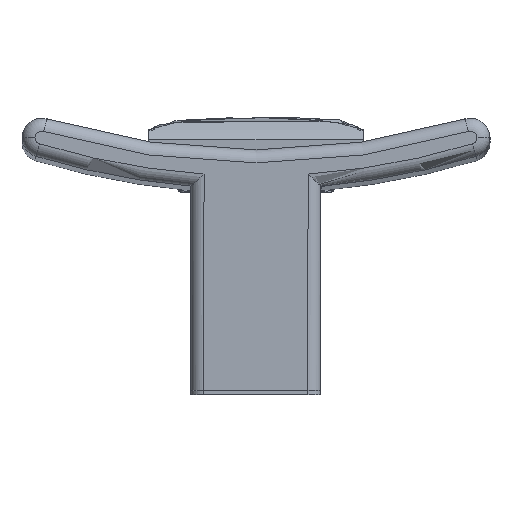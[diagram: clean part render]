
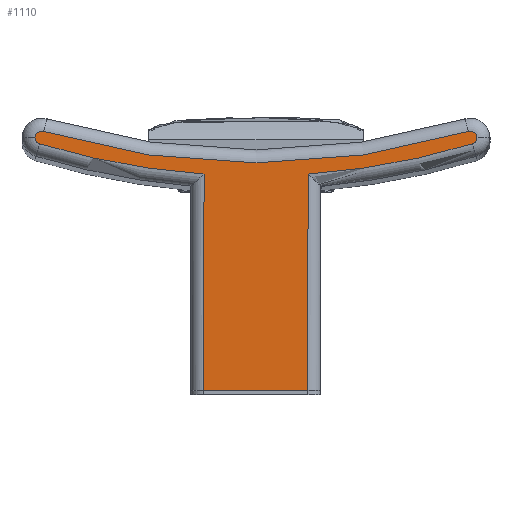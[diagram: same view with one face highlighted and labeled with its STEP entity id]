
A CAD part, top view. The second image highlights one B-rep face of the part: STEP entity #1110.
In plain terms, the highlighted planar face has unit normal (0, 0, 1).
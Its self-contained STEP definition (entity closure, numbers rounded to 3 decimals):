
#10=CARTESIAN_POINT('',(0.,0.,118.));
#20=DIRECTION('',(0.,0.,1.));
#30=DIRECTION('',(1.,0.,0.));
#40=AXIS2_PLACEMENT_3D('',#10,#20,#30);
#50=PLANE('',#40);
#60=CARTESIAN_POINT('',(-16.501,19.44,118.));
#70=DIRECTION('',(0.,0.,-1.));
#80=DIRECTION('',(1.,0.,0.));
#90=AXIS2_PLACEMENT_3D('',#60,#70,#80);
#100=CIRCLE('',#90,0.499);
#110=CARTESIAN_POINT('',(-16.645,18.962,118.));
#120=VERTEX_POINT('',#110);
#130=CARTESIAN_POINT('',(-17.,19.44,118.));
#140=VERTEX_POINT('',#130);
#150=EDGE_CURVE('',#120,#140,#100,.T.);
#160=ORIENTED_EDGE('',*,*,#150,.F.);
#170=CARTESIAN_POINT('',(-17.,0.,118.));
#180=DIRECTION('',(0.,-1.,0.));
#190=VECTOR('',#180,1.);
#200=LINE('',#170,#190);
#210=CARTESIAN_POINT('',(-17.,19.44,118.));
#220=VERTEX_POINT('',#210);
#230=EDGE_CURVE('',#220,#140,#200,.T.);
#240=ORIENTED_EDGE('',*,*,#230,.T.);
#250=CARTESIAN_POINT('',(-16.5,19.44,118.));
#260=DIRECTION('',(0.,0.,1.));
#270=DIRECTION('',(-1.,0.,0.));
#280=AXIS2_PLACEMENT_3D('',#250,#260,#270);
#290=CIRCLE('',#280,0.5);
#300=CARTESIAN_POINT('',(-16.355,19.919,118.));
#310=VERTEX_POINT('',#300);
#320=EDGE_CURVE('',#310,#220,#290,.T.);
#330=ORIENTED_EDGE('',*,*,#320,.T.);
#340=CARTESIAN_POINT('',(0.,74.,118.));
#350=DIRECTION('',(0.,0.,1.));
#360=DIRECTION('',(1.,0.,0.));
#370=AXIS2_PLACEMENT_3D('',#340,#350,#360);
#380=CIRCLE('',#370,56.5);
#390=CARTESIAN_POINT('',(16.355,19.919,118.));
#400=VERTEX_POINT('',#390);
#410=EDGE_CURVE('',#310,#400,#380,.T.);
#420=ORIENTED_EDGE('',*,*,#410,.F.);
#430=CARTESIAN_POINT('',(16.5,19.44,118.));
#440=DIRECTION('',(0.,0.,1.));
#450=DIRECTION('',(-1.,0.,0.));
#460=AXIS2_PLACEMENT_3D('',#430,#440,#450);
#470=CIRCLE('',#460,0.5);
#480=CARTESIAN_POINT('',(17.,19.44,118.));
#490=VERTEX_POINT('',#480);
#500=EDGE_CURVE('',#490,#400,#470,.T.);
#510=ORIENTED_EDGE('',*,*,#500,.T.);
#520=CARTESIAN_POINT('',(17.,0.,118.));
#530=DIRECTION('',(0.,-1.,0.));
#540=VECTOR('',#530,1.);
#550=LINE('',#520,#540);
#560=CARTESIAN_POINT('',(17.,19.44,118.));
#570=VERTEX_POINT('',#560);
#580=EDGE_CURVE('',#490,#570,#550,.T.);
#590=ORIENTED_EDGE('',*,*,#580,.F.);
#600=CARTESIAN_POINT('',(16.501,19.44,118.));
#610=DIRECTION('',(0.,0.,-1.));
#620=DIRECTION('',(1.,0.,0.));
#630=AXIS2_PLACEMENT_3D('',#600,#610,#620);
#640=CIRCLE('',#630,0.499);
#650=CARTESIAN_POINT('',(16.645,18.962,118.));
#660=VERTEX_POINT('',#650);
#670=EDGE_CURVE('',#570,#660,#640,.T.);
#680=ORIENTED_EDGE('',*,*,#670,.F.);
#690=CARTESIAN_POINT('',(0.,74.,118.));
#700=DIRECTION('',(0.,0.,1.));
#710=DIRECTION('',(1.,0.,0.));
#720=AXIS2_PLACEMENT_3D('',#690,#700,#710);
#730=CIRCLE('',#720,57.5);
#740=CARTESIAN_POINT('',(4.,16.639,118.));
#750=VERTEX_POINT('',#740);
#760=EDGE_CURVE('',#750,#660,#730,.T.);
#770=ORIENTED_EDGE('',*,*,#760,.T.);
#780=CARTESIAN_POINT('',(4.,0.,118.));
#790=DIRECTION('',(0.,1.,0.));
#800=VECTOR('',#790,1.);
#810=LINE('',#780,#800);
#820=CARTESIAN_POINT('',(4.,0.,118.));
#830=VERTEX_POINT('',#820);
#840=EDGE_CURVE('',#830,#750,#810,.T.);
#850=ORIENTED_EDGE('',*,*,#840,.T.);
#860=CARTESIAN_POINT('',(-5.,0.,118.));
#870=DIRECTION('',(1.,0.,0.));
#880=VECTOR('',#870,1.);
#890=LINE('',#860,#880);
#900=CARTESIAN_POINT('',(-4.,0.,118.));
#910=VERTEX_POINT('',#900);
#920=EDGE_CURVE('',#910,#830,#890,.T.);
#930=ORIENTED_EDGE('',*,*,#920,.T.);
#940=CARTESIAN_POINT('',(-4.,0.,118.));
#950=DIRECTION('',(0.,1.,0.));
#960=VECTOR('',#950,1.);
#970=LINE('',#940,#960);
#980=CARTESIAN_POINT('',(-4.,16.639,118.));
#990=VERTEX_POINT('',#980);
#1000=EDGE_CURVE('',#910,#990,#970,.T.);
#1010=ORIENTED_EDGE('',*,*,#1000,.F.);
#1020=CARTESIAN_POINT('',(0.,74.,118.));
#1030=DIRECTION('',(0.,0.,1.));
#1040=DIRECTION('',(1.,0.,0.));
#1050=AXIS2_PLACEMENT_3D('',#1020,#1030,#1040);
#1060=CIRCLE('',#1050,57.5);
#1070=EDGE_CURVE('',#120,#990,#1060,.T.);
#1080=ORIENTED_EDGE('',*,*,#1070,.T.);
#1090=EDGE_LOOP('',(#1080,#1010,#930,#850,#770,#680,#590,#510,#420,#330,
#240,#160));
#1100=FACE_OUTER_BOUND('',#1090,.T.);
#1110=ADVANCED_FACE('',(#1100),#50,.T.);
